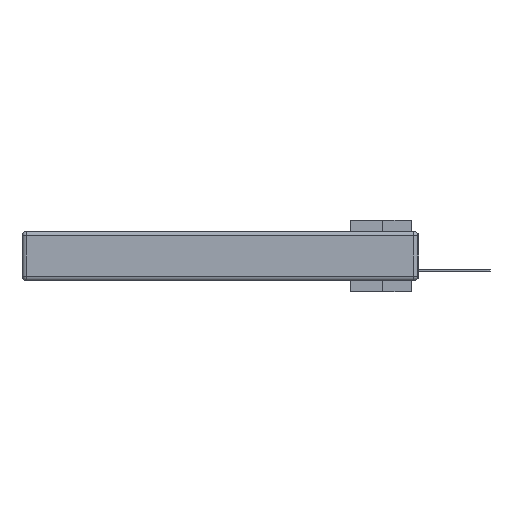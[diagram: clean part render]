
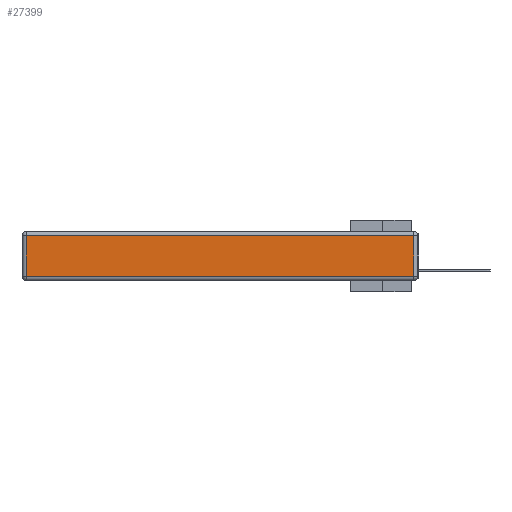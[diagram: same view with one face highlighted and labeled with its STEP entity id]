
A CAD part, left-side view. The second image highlights one B-rep face of the part: STEP entity #27399.
In plain terms, the highlighted planar face has unit normal (-1, 0, 0).
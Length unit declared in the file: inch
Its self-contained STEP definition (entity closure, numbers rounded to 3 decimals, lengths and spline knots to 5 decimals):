
#158 = DIRECTION ( 'NONE',  ( 0., 1., 0. ) ) ;
#2485 = AXIS2_PLACEMENT_3D ( 'NONE', #12607, #29266, #10149 ) ;
#3373 = VECTOR ( 'NONE', #158, 39.37008 ) ;
#3695 = EDGE_CURVE ( 'NONE', #31113, #16043, #25685, .T. ) ;
#4059 = DIRECTION ( 'NONE',  ( 0., -1., 0. ) ) ;
#4349 = DIRECTION ( 'NONE',  ( 0., 0., -1. ) ) ;
#4538 = LINE ( 'NONE', #16978, #9079 ) ;
#5306 = LINE ( 'NONE', #18560, #28816 ) ;
#5732 = CARTESIAN_POINT ( 'NONE',  ( 0., 0.03, -0.313 ) ) ;
#7438 = CARTESIAN_POINT ( 'NONE',  ( 0., 2.75, -0.03 ) ) ;
#9079 = VECTOR ( 'NONE', #14361, 39.37008 ) ;
#10067 = ORIENTED_EDGE ( 'NONE', *, *, #3695, .T. ) ;
#10149 = DIRECTION ( 'NONE',  ( 0., 0., 1. ) ) ;
#10394 = CARTESIAN_POINT ( 'NONE',  ( 0., 0.03, -0.03 ) ) ;
#10953 = VERTEX_POINT ( 'NONE', #10394 ) ;
#11836 = CARTESIAN_POINT ( 'NONE',  ( 0., 2.72, -0.343 ) ) ;
#12338 = CARTESIAN_POINT ( 'NONE',  ( 0., 2.72, -0.03 ) ) ;
#12401 = PLANE ( 'NONE',  #2485 ) ;
#12607 = CARTESIAN_POINT ( 'NONE',  ( 0., 0., -0.343 ) ) ;
#13801 = ORIENTED_EDGE ( 'NONE', *, *, #17131, .T. ) ;
#14361 = DIRECTION ( 'NONE',  ( 0., 0., 1. ) ) ;
#16043 = VERTEX_POINT ( 'NONE', #20514 ) ;
#16978 = CARTESIAN_POINT ( 'NONE',  ( 0., 0.03, -0.343 ) ) ;
#17131 = EDGE_CURVE ( 'NONE', #10953, #31113, #28046, .T. ) ;
#18047 = VECTOR ( 'NONE', #4349, 39.37008 ) ;
#18560 = CARTESIAN_POINT ( 'NONE',  ( 0., 0., -0.313 ) ) ;
#19159 = EDGE_CURVE ( 'NONE', #22066, #10953, #4538, .T. ) ;
#20514 = CARTESIAN_POINT ( 'NONE',  ( 0., 2.72, -0.313 ) ) ;
#20867 = ORIENTED_EDGE ( 'NONE', *, *, #19159, .T. ) ;
#21776 = EDGE_CURVE ( 'NONE', #16043, #22066, #5306, .T. ) ;
#22066 = VERTEX_POINT ( 'NONE', #5732 ) ;
#22791 = EDGE_LOOP ( 'NONE', ( #25172, #20867, #13801, #10067 ) ) ;
#25172 = ORIENTED_EDGE ( 'NONE', *, *, #21776, .T. ) ;
#25685 = LINE ( 'NONE', #11836, #18047 ) ;
#27399 = ADVANCED_FACE ( 'NONE', ( #28936 ), #12401, .T. ) ;
#28046 = LINE ( 'NONE', #7438, #3373 ) ;
#28816 = VECTOR ( 'NONE', #4059, 39.37008 ) ;
#28936 = FACE_OUTER_BOUND ( 'NONE', #22791, .T. ) ;
#29266 = DIRECTION ( 'NONE',  ( -1., 0., 0. ) ) ;
#31113 = VERTEX_POINT ( 'NONE', #12338 ) ;
